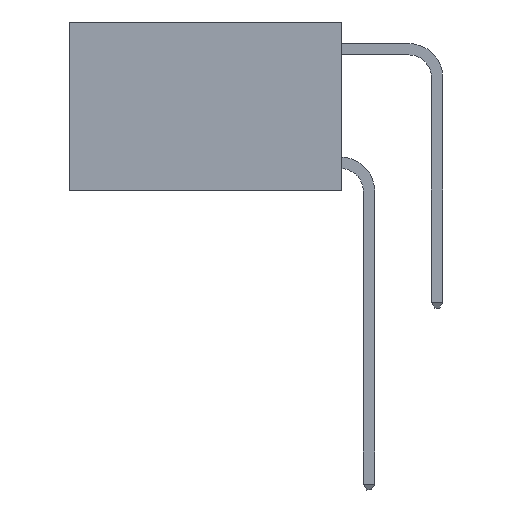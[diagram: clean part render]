
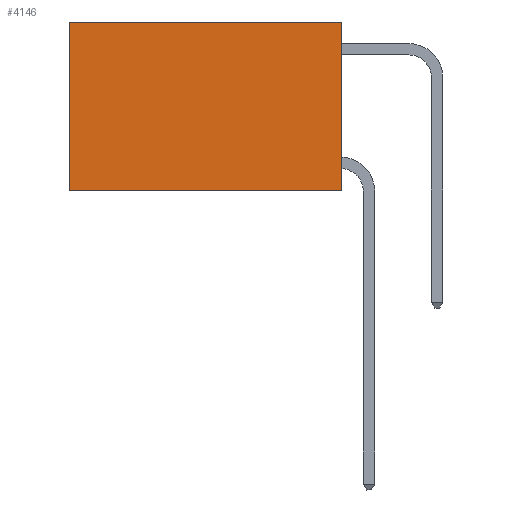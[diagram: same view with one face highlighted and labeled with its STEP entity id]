
A CAD part, left-side view. The second image highlights one B-rep face of the part: STEP entity #4146.
In plain terms, the highlighted planar face has unit normal (-1, 0, 0).
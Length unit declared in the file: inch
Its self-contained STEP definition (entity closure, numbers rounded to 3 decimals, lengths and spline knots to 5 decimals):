
#68 = CARTESIAN_POINT ( 'NONE',  ( 0.2625, 0., 0. ) ) ;
#506 = CARTESIAN_POINT ( 'NONE',  ( 0.2625, 0., -0.37 ) ) ;
#819 = LINE ( 'NONE', #11556, #5100 ) ;
#1156 = EDGE_CURVE ( 'NONE', #3954, #4843, #10331, .T. ) ;
#1250 = PLANE ( 'NONE',  #5548 ) ;
#1628 = DIRECTION ( 'NONE',  ( 0., 1., 0. ) ) ;
#2057 = EDGE_LOOP ( 'NONE', ( #3927, #5138, #11514, #7543 ) ) ;
#2292 = VECTOR ( 'NONE', #2779, 39.37008 ) ;
#2779 = DIRECTION ( 'NONE',  ( 0., 1., 0. ) ) ;
#3188 = VERTEX_POINT ( 'NONE', #6290 ) ;
#3523 = EDGE_CURVE ( 'NONE', #11764, #3954, #12372, .T. ) ;
#3927 = ORIENTED_EDGE ( 'NONE', *, *, #4523, .T. ) ;
#3954 = VERTEX_POINT ( 'NONE', #10661 ) ;
#4146 = ADVANCED_FACE ( 'NONE', ( #13150 ), #1250, .F. ) ;
#4523 = EDGE_CURVE ( 'NONE', #3188, #4843, #819, .T. ) ;
#4661 = CARTESIAN_POINT ( 'NONE',  ( 0.2625, 0., 0. ) ) ;
#4843 = VERTEX_POINT ( 'NONE', #6342 ) ;
#5100 = VECTOR ( 'NONE', #6159, 39.37008 ) ;
#5138 = ORIENTED_EDGE ( 'NONE', *, *, #1156, .F. ) ;
#5516 = DIRECTION ( 'NONE',  ( 1., 0., 0. ) ) ;
#5548 = AXIS2_PLACEMENT_3D ( 'NONE', #68, #5516, #12952 ) ;
#6159 = DIRECTION ( 'NONE',  ( 0., 0., -1. ) ) ;
#6290 = CARTESIAN_POINT ( 'NONE',  ( 0.2625, 0.6, 0. ) ) ;
#6342 = CARTESIAN_POINT ( 'NONE',  ( 0.2625, 0.6, -0.37 ) ) ;
#7543 = ORIENTED_EDGE ( 'NONE', *, *, #9879, .T. ) ;
#8195 = CARTESIAN_POINT ( 'NONE',  ( 0.2625, 0., 0. ) ) ;
#9879 = EDGE_CURVE ( 'NONE', #11764, #3188, #10378, .T. ) ;
#10074 = VECTOR ( 'NONE', #12438, 39.37008 ) ;
#10331 = LINE ( 'NONE', #506, #10588 ) ;
#10378 = LINE ( 'NONE', #10438, #2292 ) ;
#10438 = CARTESIAN_POINT ( 'NONE',  ( 0.2625, 0., 0. ) ) ;
#10588 = VECTOR ( 'NONE', #1628, 39.37008 ) ;
#10661 = CARTESIAN_POINT ( 'NONE',  ( 0.2625, 0., -0.37 ) ) ;
#11514 = ORIENTED_EDGE ( 'NONE', *, *, #3523, .F. ) ;
#11556 = CARTESIAN_POINT ( 'NONE',  ( 0.2625, 0.6, 0. ) ) ;
#11764 = VERTEX_POINT ( 'NONE', #4661 ) ;
#12372 = LINE ( 'NONE', #8195, #10074 ) ;
#12438 = DIRECTION ( 'NONE',  ( 0., 0., -1. ) ) ;
#12952 = DIRECTION ( 'NONE',  ( 0., 0., -1. ) ) ;
#13150 = FACE_OUTER_BOUND ( 'NONE', #2057, .T. ) ;
